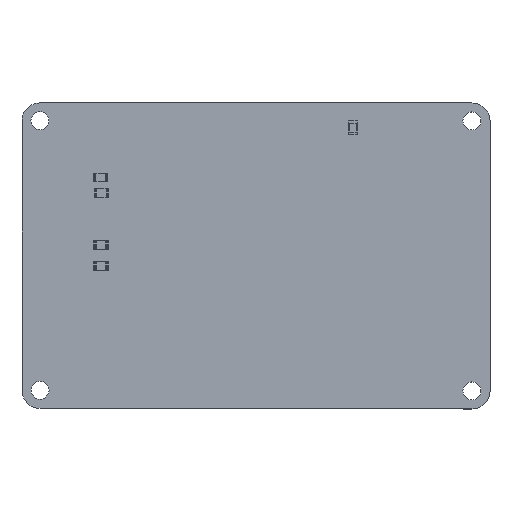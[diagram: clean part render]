
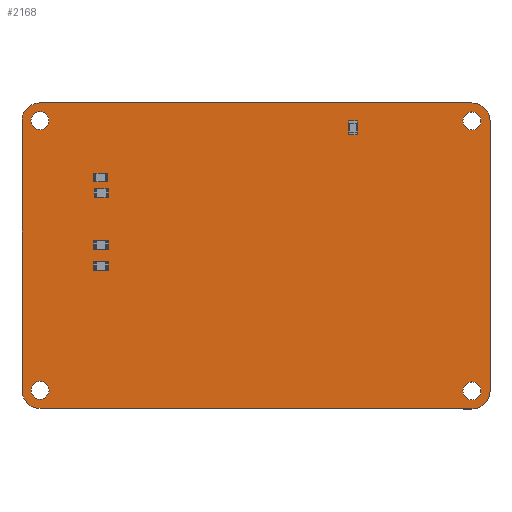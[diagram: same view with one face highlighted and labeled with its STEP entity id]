
A CAD part, top view. The second image highlights one B-rep face of the part: STEP entity #2168.
In plain terms, the highlighted planar face has unit normal (0, 0, 1).
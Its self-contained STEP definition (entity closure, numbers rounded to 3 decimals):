
#1759 = VERTEX_POINT('',#1760);
#1760 = CARTESIAN_POINT('',(35.,-37.54,1.51));
#1766 = EDGE_CURVE('',#1759,#1767,#1769,.T.);
#1767 = VERTEX_POINT('',#1768);
#1768 = CARTESIAN_POINT('',(37.539,-35.04,1.51));
#1769 = CIRCLE('',#1770,2.5);
#1770 = AXIS2_PLACEMENT_3D('',#1771,#1772,#1773);
#1771 = CARTESIAN_POINT('',(37.5,-37.54,1.51));
#1772 = DIRECTION('',(0.,0.,-1.));
#1773 = DIRECTION('',(-1.,0.,0.));
#1799 = EDGE_CURVE('',#1767,#1800,#1802,.T.);
#1800 = VERTEX_POINT('',#1801);
#1801 = CARTESIAN_POINT('',(98.499,-35.04,1.51));
#1802 = LINE('',#1803,#1804);
#1803 = CARTESIAN_POINT('',(37.539,-35.04,1.51));
#1804 = VECTOR('',#1805,1.);
#1805 = DIRECTION('',(1.,0.,0.));
#1830 = EDGE_CURVE('',#1800,#1831,#1833,.T.);
#1831 = VERTEX_POINT('',#1832);
#1832 = CARTESIAN_POINT('',(101.039,-37.58,1.51));
#1833 = CIRCLE('',#1834,2.54);
#1834 = AXIS2_PLACEMENT_3D('',#1835,#1836,#1837);
#1835 = CARTESIAN_POINT('',(98.499,-37.58,1.51));
#1836 = DIRECTION('',(0.,0.,-1.));
#1837 = DIRECTION('',(0.,1.,0.));
#1863 = EDGE_CURVE('',#1831,#1864,#1866,.T.);
#1864 = VERTEX_POINT('',#1865);
#1865 = CARTESIAN_POINT('',(101.039,-75.68,1.51));
#1866 = LINE('',#1867,#1868);
#1867 = CARTESIAN_POINT('',(101.039,-37.58,1.51));
#1868 = VECTOR('',#1869,1.);
#1869 = DIRECTION('',(0.,-1.,0.));
#1894 = EDGE_CURVE('',#1864,#1895,#1897,.T.);
#1895 = VERTEX_POINT('',#1896);
#1896 = CARTESIAN_POINT('',(98.499,-78.22,1.51));
#1897 = CIRCLE('',#1898,2.54);
#1898 = AXIS2_PLACEMENT_3D('',#1899,#1900,#1901);
#1899 = CARTESIAN_POINT('',(98.499,-75.68,1.51));
#1900 = DIRECTION('',(0.,0.,-1.));
#1901 = DIRECTION('',(1.,0.,0.));
#1927 = EDGE_CURVE('',#1895,#1928,#1930,.T.);
#1928 = VERTEX_POINT('',#1929);
#1929 = CARTESIAN_POINT('',(37.54,-78.14,1.51));
#1930 = LINE('',#1931,#1932);
#1931 = CARTESIAN_POINT('',(98.499,-78.22,1.51));
#1932 = VECTOR('',#1933,1.);
#1933 = DIRECTION('',(-1.,0.001,0.));
#1958 = EDGE_CURVE('',#1928,#1959,#1961,.T.);
#1959 = VERTEX_POINT('',#1960);
#1960 = CARTESIAN_POINT('',(35.,-75.6,1.51));
#1961 = CIRCLE('',#1962,2.54);
#1962 = AXIS2_PLACEMENT_3D('',#1963,#1964,#1965);
#1963 = CARTESIAN_POINT('',(37.54,-75.6,1.51));
#1964 = DIRECTION('',(0.,0.,-1.));
#1965 = DIRECTION('',(0.,-1.,-0.));
#1991 = EDGE_CURVE('',#1959,#1759,#1992,.T.);
#1992 = LINE('',#1993,#1994);
#1993 = CARTESIAN_POINT('',(35.,-75.6,1.51));
#1994 = VECTOR('',#1995,1.);
#1995 = DIRECTION('',(0.,1.,0.));
#2015 = VERTEX_POINT('',#2016);
#2016 = CARTESIAN_POINT('',(99.769,-75.68,1.51));
#2022 = EDGE_CURVE('',#2015,#2015,#2023,.T.);
#2023 = CIRCLE('',#2024,1.27);
#2024 = AXIS2_PLACEMENT_3D('',#2025,#2026,#2027);
#2025 = CARTESIAN_POINT('',(98.499,-75.68,1.51));
#2026 = DIRECTION('',(0.,0.,1.));
#2027 = DIRECTION('',(1.,0.,-0.));
#2048 = VERTEX_POINT('',#2049);
#2049 = CARTESIAN_POINT('',(38.81,-75.57,1.51));
#2055 = EDGE_CURVE('',#2048,#2048,#2056,.T.);
#2056 = CIRCLE('',#2057,1.27);
#2057 = AXIS2_PLACEMENT_3D('',#2058,#2059,#2060);
#2058 = CARTESIAN_POINT('',(37.54,-75.57,1.51));
#2059 = DIRECTION('',(0.,0.,1.));
#2060 = DIRECTION('',(1.,0.,-0.));
#2081 = VERTEX_POINT('',#2082);
#2082 = CARTESIAN_POINT('',(99.769,-37.58,1.51));
#2088 = EDGE_CURVE('',#2081,#2081,#2089,.T.);
#2089 = CIRCLE('',#2090,1.27);
#2090 = AXIS2_PLACEMENT_3D('',#2091,#2092,#2093);
#2091 = CARTESIAN_POINT('',(98.499,-37.58,1.51));
#2092 = DIRECTION('',(0.,0.,1.));
#2093 = DIRECTION('',(1.,0.,-0.));
#2114 = VERTEX_POINT('',#2115);
#2115 = CARTESIAN_POINT('',(38.809,-37.54,1.51));
#2121 = EDGE_CURVE('',#2114,#2114,#2122,.T.);
#2122 = CIRCLE('',#2123,1.27);
#2123 = AXIS2_PLACEMENT_3D('',#2124,#2125,#2126);
#2124 = CARTESIAN_POINT('',(37.539,-37.54,1.51));
#2125 = DIRECTION('',(0.,0.,1.));
#2126 = DIRECTION('',(1.,0.,-0.));
#2168 = ADVANCED_FACE('',(#2169,#2179,#2182,#2185,#2188),#2191,.T.);
#2169 = FACE_BOUND('',#2170,.F.);
#2170 = EDGE_LOOP('',(#2171,#2172,#2173,#2174,#2175,#2176,#2177,#2178));
#2171 = ORIENTED_EDGE('',*,*,#1766,.T.);
#2172 = ORIENTED_EDGE('',*,*,#1799,.T.);
#2173 = ORIENTED_EDGE('',*,*,#1830,.T.);
#2174 = ORIENTED_EDGE('',*,*,#1863,.T.);
#2175 = ORIENTED_EDGE('',*,*,#1894,.T.);
#2176 = ORIENTED_EDGE('',*,*,#1927,.T.);
#2177 = ORIENTED_EDGE('',*,*,#1958,.T.);
#2178 = ORIENTED_EDGE('',*,*,#1991,.T.);
#2179 = FACE_BOUND('',#2180,.F.);
#2180 = EDGE_LOOP('',(#2181));
#2181 = ORIENTED_EDGE('',*,*,#2022,.T.);
#2182 = FACE_BOUND('',#2183,.F.);
#2183 = EDGE_LOOP('',(#2184));
#2184 = ORIENTED_EDGE('',*,*,#2055,.T.);
#2185 = FACE_BOUND('',#2186,.F.);
#2186 = EDGE_LOOP('',(#2187));
#2187 = ORIENTED_EDGE('',*,*,#2088,.T.);
#2188 = FACE_BOUND('',#2189,.F.);
#2189 = EDGE_LOOP('',(#2190));
#2190 = ORIENTED_EDGE('',*,*,#2121,.T.);
#2191 = PLANE('',#2192);
#2192 = AXIS2_PLACEMENT_3D('',#2193,#2194,#2195);
#2193 = CARTESIAN_POINT('',(0.,0.,1.51));
#2194 = DIRECTION('',(0.,0.,1.));
#2195 = DIRECTION('',(1.,0.,-0.));
